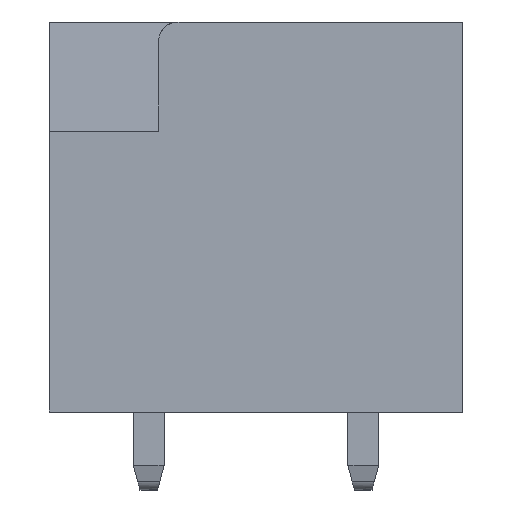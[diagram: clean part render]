
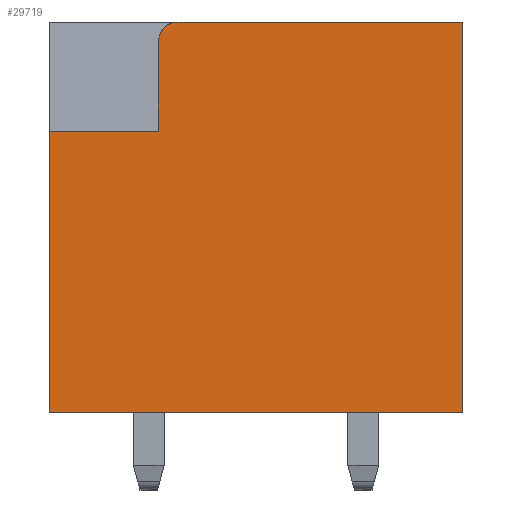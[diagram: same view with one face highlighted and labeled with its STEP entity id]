
A CAD part, left-side view. The second image highlights one B-rep face of the part: STEP entity #29719.
In plain terms, the highlighted planar face has unit normal (-1, 0, 0).
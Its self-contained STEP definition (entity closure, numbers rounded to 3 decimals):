
#173=CIRCLE('',#31725,0.5);
#1067=FACE_OUTER_BOUND('',#2755,.T.);
#2755=EDGE_LOOP('',(#21965,#21966,#21967,#21968,#21969,#21970,#21971));
#5809=LINE('',#44697,#9626);
#6121=LINE('',#45341,#9938);
#6123=LINE('',#45345,#9940);
#6124=LINE('',#45347,#9941);
#6125=LINE('',#45351,#9942);
#6126=LINE('',#45352,#9943);
#9626=VECTOR('',#35874,1.);
#9938=VECTOR('',#36346,1.);
#9940=VECTOR('',#36350,1.);
#9941=VECTOR('',#36351,1.);
#9942=VECTOR('',#36354,1.);
#9943=VECTOR('',#36355,1.);
#13379=VERTEX_POINT('',#44694);
#13380=VERTEX_POINT('',#44696);
#13632=VERTEX_POINT('',#45340);
#13633=VERTEX_POINT('',#45344);
#13634=VERTEX_POINT('',#45346);
#13635=VERTEX_POINT('',#45348);
#13636=VERTEX_POINT('',#45350);
#16603=EDGE_CURVE('',#13379,#13380,#5809,.T.);
#16924=EDGE_CURVE('',#13632,#13379,#6121,.T.);
#16926=EDGE_CURVE('',#13632,#13633,#6123,.T.);
#16927=EDGE_CURVE('',#13633,#13634,#6124,.T.);
#16928=EDGE_CURVE('',#13634,#13635,#173,.T.);
#16929=EDGE_CURVE('',#13636,#13635,#6125,.T.);
#16930=EDGE_CURVE('',#13380,#13636,#6126,.T.);
#21965=ORIENTED_EDGE('',*,*,#16603,.F.);
#21966=ORIENTED_EDGE('',*,*,#16924,.F.);
#21967=ORIENTED_EDGE('',*,*,#16926,.T.);
#21968=ORIENTED_EDGE('',*,*,#16927,.T.);
#21969=ORIENTED_EDGE('',*,*,#16928,.T.);
#21970=ORIENTED_EDGE('',*,*,#16929,.F.);
#21971=ORIENTED_EDGE('',*,*,#16930,.F.);
#28222=PLANE('',#31724);
#29719=ADVANCED_FACE('',(#1067),#28222,.T.);
#31724=AXIS2_PLACEMENT_3D('',#45343,#36348,#36349);
#31725=AXIS2_PLACEMENT_3D('',#45349,#36352,#36353);
#35874=DIRECTION('',(0.,0.,1.));
#36346=DIRECTION('',(0.,1.,0.));
#36348=DIRECTION('center_axis',(-1.,0.,0.));
#36349=DIRECTION('ref_axis',(0.,-1.,0.));
#36350=DIRECTION('',(0.,0.,1.));
#36351=DIRECTION('',(0.,1.,0.));
#36352=DIRECTION('center_axis',(-1.,0.,0.));
#36353=DIRECTION('ref_axis',(0.,0.,
1.));
#36354=DIRECTION('',(0.,0.,1.));
#36355=DIRECTION('',(0.,-1.,0.));
#44694=CARTESIAN_POINT('',(-31.5,5.3,0.));
#44696=CARTESIAN_POINT('',(-31.5,5.3,7.2));
#44697=CARTESIAN_POINT('',(-31.5,5.3,72.251));
#45340=CARTESIAN_POINT('',(-31.5,-5.3,0.));
#45341=CARTESIAN_POINT('',(-31.5,11.667,0.));
#45343=CARTESIAN_POINT('Origin',(-31.5,-4.75,4.2));
#45344=CARTESIAN_POINT('',(-31.5,-5.3,10.));
#45345=CARTESIAN_POINT('',(-31.5,-5.3,72.251));
#45346=CARTESIAN_POINT('',(-31.5,2.,10.));
#45347=CARTESIAN_POINT('',(-31.5,11.667,10.));
#45348=CARTESIAN_POINT('',(-31.5,2.5,9.5));
#45349=CARTESIAN_POINT('Origin',(-31.5,2.,9.5));
#45350=CARTESIAN_POINT('',(-31.5,2.5,7.2));
#45351=CARTESIAN_POINT('',(-31.5,2.5,72.051));
#45352=CARTESIAN_POINT('',(-31.5,11.667,7.2));
